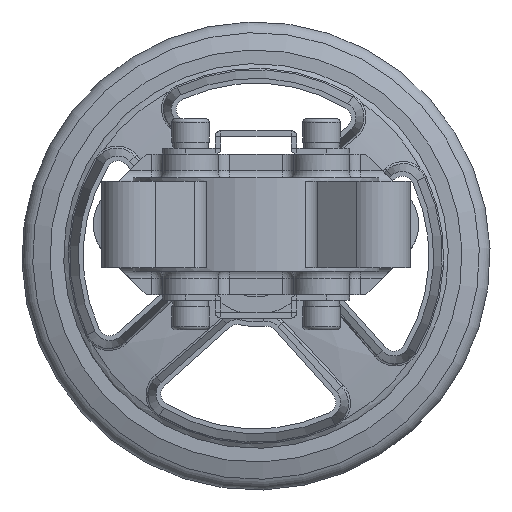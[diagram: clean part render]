
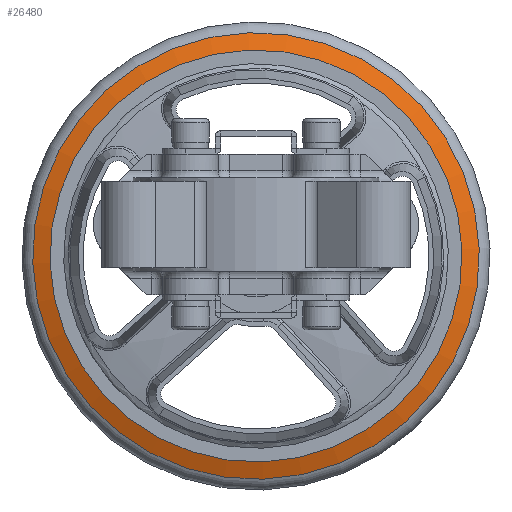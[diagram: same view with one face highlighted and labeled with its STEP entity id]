
A CAD part, front view. The second image highlights one B-rep face of the part: STEP entity #26480.
In plain terms, the highlighted conical face has half-angle 70 degrees and reference radius 88 mm.
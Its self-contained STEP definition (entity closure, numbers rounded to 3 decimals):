
#3288=FACE_OUTER_BOUND('',#4856,.T.);
#4856=EDGE_LOOP('',(#21203,#21204,#21205,#21206,#21207,#21208));
#6642=LINE('',#46136,#8384);
#8384=VECTOR('',#33366,88.);
#9709=CIRCLE('',#28492,95.394);
#9710=CIRCLE('',#28493,88.);
#9711=CIRCLE('',#28494,88.);
#9712=CIRCLE('',#28495,95.394);
#11983=VERTEX_POINT('',#46132);
#11984=VERTEX_POINT('',#46133);
#11985=VERTEX_POINT('',#46135);
#11986=VERTEX_POINT('',#46137);
#15235=EDGE_CURVE('',#11983,#11984,#9709,.T.);
#15236=EDGE_CURVE('',#11984,#11985,#6642,.T.);
#15237=EDGE_CURVE('',#11985,#11986,#9710,.T.);
#15238=EDGE_CURVE('',#11986,#11985,#9711,.T.);
#15239=EDGE_CURVE('',#11984,#11983,#9712,.T.);
#21203=ORIENTED_EDGE('',*,*,#15235,.T.);
#21204=ORIENTED_EDGE('',*,*,#15236,.T.);
#21205=ORIENTED_EDGE('',*,*,#15237,.T.);
#21206=ORIENTED_EDGE('',*,*,#15238,.T.);
#21207=ORIENTED_EDGE('',*,*,#15236,.F.);
#21208=ORIENTED_EDGE('',*,*,#15239,.T.);
#24459=CONICAL_SURFACE('',#28491,88.,1.222);
#26480=ADVANCED_FACE('',(#3288),#24459,.T.);
#28491=AXIS2_PLACEMENT_3D('',#46131,#33362,#33363);
#28492=AXIS2_PLACEMENT_3D('',#46134,#33364,#33365);
#28493=AXIS2_PLACEMENT_3D('',#46138,#33367,#33368);
#28494=AXIS2_PLACEMENT_3D('',#46139,#33369,#33370);
#28495=AXIS2_PLACEMENT_3D('',#46140,#33371,#33372);
#33362=DIRECTION('center_axis',(0.,1.,0.));
#33363=DIRECTION('ref_axis',(-0.744,0.,-0.668));
#33364=DIRECTION('center_axis',(0.,-1.,0.));
#33365=DIRECTION('ref_axis',(0.744,0.,0.668));
#33366=DIRECTION('',(-0.699,-0.342,-0.628));
#33367=DIRECTION('center_axis',(0.,1.,0.));
#33368=DIRECTION('ref_axis',(-0.744,0.,-0.668));
#33369=DIRECTION('center_axis',(0.,1.,0.));
#33370=DIRECTION('ref_axis',(-0.744,0.,-0.668));
#33371=DIRECTION('center_axis',(0.,-1.,0.));
#33372=DIRECTION('ref_axis',(0.744,0.,0.668));
#46131=CARTESIAN_POINT('Origin',(5.015,217.786,-47.495));
#46132=CARTESIAN_POINT('',(-65.981,220.478,-111.21));
#46133=CARTESIAN_POINT('',(76.011,220.478,16.219));
#46134=CARTESIAN_POINT('Origin',(5.015,220.478,-47.495));
#46135=CARTESIAN_POINT('',(70.508,217.786,11.281));
#46136=CARTESIAN_POINT('',(70.508,217.786,11.281));
#46137=CARTESIAN_POINT('',(-60.478,217.786,-106.271));
#46138=CARTESIAN_POINT('Origin',(5.015,217.786,-47.495));
#46139=CARTESIAN_POINT('Origin',(5.015,217.786,-47.495));
#46140=CARTESIAN_POINT('Origin',(5.015,220.478,-47.495));
